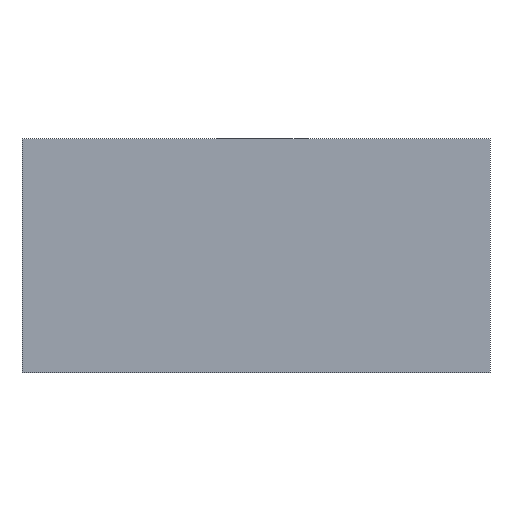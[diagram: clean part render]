
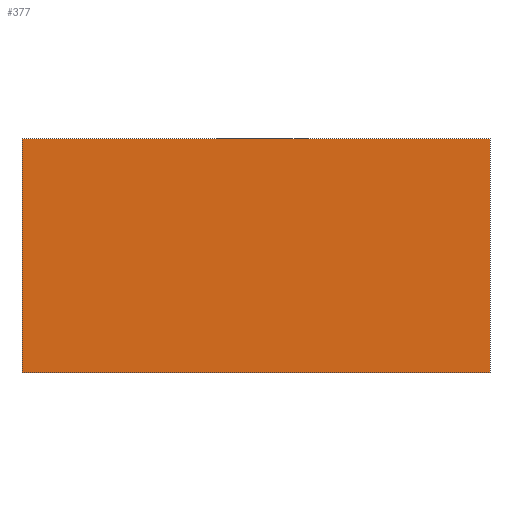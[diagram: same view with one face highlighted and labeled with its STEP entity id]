
A CAD part, front view. The second image highlights one B-rep face of the part: STEP entity #377.
In plain terms, the highlighted planar face has unit normal (0, -1, 0).
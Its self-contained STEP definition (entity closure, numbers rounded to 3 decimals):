
#35=FACE_OUTER_BOUND('',#59,.T.);
#59=EDGE_LOOP('',(#304,#305,#306,#307));
#97=LINE('',#586,#145);
#100=LINE('',#591,#148);
#101=LINE('',#594,#149);
#102=LINE('',#595,#150);
#145=VECTOR('',#482,10.);
#148=VECTOR('',#487,10.);
#149=VECTOR('',#490,10.);
#150=VECTOR('',#491,10.);
#184=VERTEX_POINT('',#583);
#185=VERTEX_POINT('',#585);
#186=VERTEX_POINT('',#589);
#187=VERTEX_POINT('',#593);
#225=EDGE_CURVE('',#185,#184,#97,.T.);
#228=EDGE_CURVE('',#186,#184,#100,.T.);
#229=EDGE_CURVE('',#187,#185,#101,.T.);
#230=EDGE_CURVE('',#187,#186,#102,.T.);
#304=ORIENTED_EDGE('',*,*,#229,.T.);
#305=ORIENTED_EDGE('',*,*,#225,.T.);
#306=ORIENTED_EDGE('',*,*,#228,.F.);
#307=ORIENTED_EDGE('',*,*,#230,.F.);
#354=PLANE('',#416);
#377=ADVANCED_FACE('',(#35),#354,.T.);
#416=AXIS2_PLACEMENT_3D('',#592,#488,#489);
#482=DIRECTION('',(0.,0.,1.));
#487=DIRECTION('',(1.,0.,0.));
#488=DIRECTION('center_axis',(0.,-1.,0.));
#489=DIRECTION('ref_axis',(1.,0.,0.));
#490=DIRECTION('',(1.,0.,0.));
#491=DIRECTION('',(0.,0.,1.));
#583=CARTESIAN_POINT('',(2.,0.,1.));
#585=CARTESIAN_POINT('',(2.,0.,0.));
#586=CARTESIAN_POINT('',(2.,0.,0.));
#589=CARTESIAN_POINT('',(0.,0.,1.));
#591=CARTESIAN_POINT('',(0.,0.,1.));
#592=CARTESIAN_POINT('Origin',(0.,0.,0.));
#593=CARTESIAN_POINT('',(0.,0.,0.));
#594=CARTESIAN_POINT('',(0.,0.,0.));
#595=CARTESIAN_POINT('',(0.,0.,0.));
